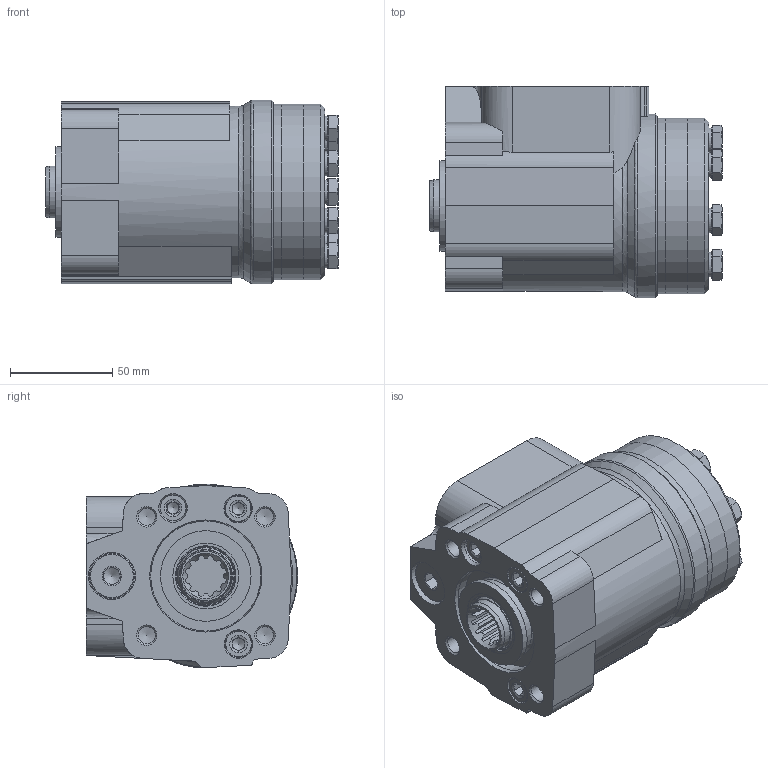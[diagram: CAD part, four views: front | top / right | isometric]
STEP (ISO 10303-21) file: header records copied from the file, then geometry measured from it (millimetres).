
FILE_DESCRIPTION(/* description */ ('STEP AP214'),/* implementation_level */ '2;1');
FILE_NAME(/* name */ 'HKUS80_5T-150-HLT',/* time_stamp */ '2023-03-07T09:34:59+01:00',/* author */ ('License CC BY-ND 4.0'),/* organization */ ('CADENAS'),/* preprocessor_version */ 'ST-DEVELOPER v18.102',/* originating_system */ 'PARTsolutions',/* authorisation */ ' ');
FILE_SCHEMA (('AUTOMOTIVE_DESIGN {1 0 10303 214 3 1 1}'));
Length unit declared in the file: millimetre
Products named in the file (4): HKUS80/5T-150-HLT; HKUS 5ec; Displacement 80; HKUS80/5T-body
Assembly tree (3 placements, depth 2):
  HKUS80/5T-150-HLT
    HKUS 5ec
    Displacement 80
    HKUS80/5T-body
Bounding box: 143.27 x 103.5 x 90 mm (x, y, z)
Volume: 901253.9 mm3; surface area: 98067.3 mm2
Topology: 3 solids, 3 shells, 414 faces, 978 edges, 604 vertices
Faces by surface type: plane 233, cylinder 90, cone 84, torus 7
Full cylindrical faces by diameter (mm): 5.8 x1, 6 x2, 8 x1, 8.376 x4, 8.917 x2, 11.445 x1, 12 x7, 12.5 x1, 13 x11, 18.631 x4, 22 x2, 23 x1, 25.4 x1, 29.6 x1, 32.27 x1, 40 x1, 44.4 x1, 54 x1, 86 x3, 90 x1
Entity records: 11402 total; most frequent: CARTESIAN_POINT 2380, DIRECTION 1847, ORIENTED_EDGE 1714, EDGE_CURVE 857, AXIS2_PLACEMENT_3D 729, VERTEX_POINT 590, FACE_BOUND 555, EDGE_LOOP 541
